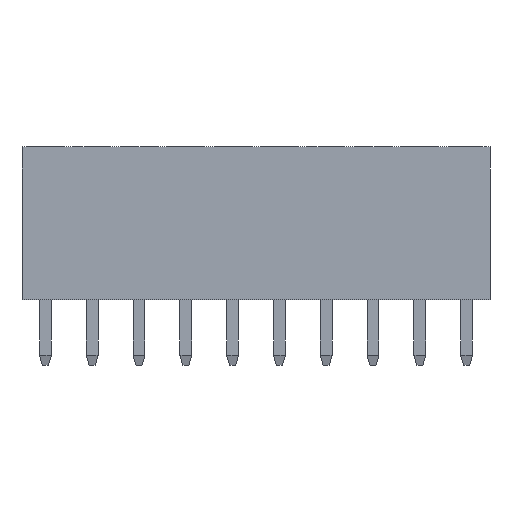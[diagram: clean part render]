
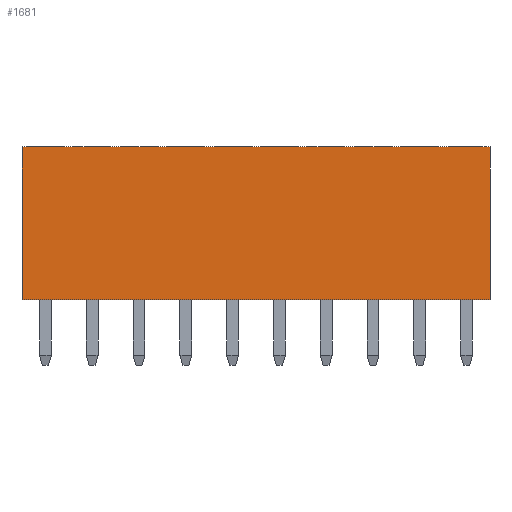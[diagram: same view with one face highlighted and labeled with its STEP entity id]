
A CAD part, front view. The second image highlights one B-rep face of the part: STEP entity #1681.
In plain terms, the highlighted planar face has unit normal (0, -1, 0).
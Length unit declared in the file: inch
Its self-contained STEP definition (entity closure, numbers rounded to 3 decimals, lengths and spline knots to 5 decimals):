
#46 = PLANE('',#47);
#47 = AXIS2_PLACEMENT_3D('',#48,#49,#50);
#48 = CARTESIAN_POINT('',(-0.5,0.05,0.32677));
#49 = DIRECTION('',(0.,0.,1.));
#50 = DIRECTION('',(1.,0.,-0.));
#185 = VERTEX_POINT('',#186);
#186 = CARTESIAN_POINT('',(-0.5,-0.05,0.32677));
#200 = PLANE('',#201);
#201 = AXIS2_PLACEMENT_3D('',#202,#203,#204);
#202 = CARTESIAN_POINT('',(-0.5,-0.05,0.));
#203 = DIRECTION('',(-1.,0.,0.));
#204 = DIRECTION('',(0.,1.,0.));
#212 = EDGE_CURVE('',#213,#185,#215,.T.);
#213 = VERTEX_POINT('',#214);
#214 = CARTESIAN_POINT('',(0.5,-0.05,0.32677));
#215 = SURFACE_CURVE('',#216,(#220,#227),.PCURVE_S1.);
#216 = LINE('',#217,#218);
#217 = CARTESIAN_POINT('',(0.5,-0.05,0.32677));
#218 = VECTOR('',#219,0.03937);
#219 = DIRECTION('',(-1.,0.,0.));
#220 = PCURVE('',#46,#221);
#221 = DEFINITIONAL_REPRESENTATION('',(#222),#226);
#222 = LINE('',#223,#224);
#223 = CARTESIAN_POINT('',(1.,-0.1));
#224 = VECTOR('',#225,1.);
#225 = DIRECTION('',(-1.,0.));
#226 = ( GEOMETRIC_REPRESENTATION_CONTEXT(2) 
PARAMETRIC_REPRESENTATION_CONTEXT() REPRESENTATION_CONTEXT('2D SPACE',''
  ) );
#227 = PCURVE('',#228,#233);
#228 = PLANE('',#229);
#229 = AXIS2_PLACEMENT_3D('',#230,#231,#232);
#230 = CARTESIAN_POINT('',(0.5,-0.05,0.));
#231 = DIRECTION('',(0.,-1.,0.));
#232 = DIRECTION('',(-1.,0.,0.));
#233 = DEFINITIONAL_REPRESENTATION('',(#234),#238);
#234 = LINE('',#235,#236);
#235 = CARTESIAN_POINT('',(0.,-0.327));
#236 = VECTOR('',#237,1.);
#237 = DIRECTION('',(1.,0.));
#238 = ( GEOMETRIC_REPRESENTATION_CONTEXT(2) 
PARAMETRIC_REPRESENTATION_CONTEXT() REPRESENTATION_CONTEXT('2D SPACE',''
  ) );
#254 = PLANE('',#255);
#255 = AXIS2_PLACEMENT_3D('',#256,#257,#258);
#256 = CARTESIAN_POINT('',(0.5,0.05,0.));
#257 = DIRECTION('',(1.,0.,0.));
#258 = DIRECTION('',(0.,-1.,0.));
#1572 = PLANE('',#1573);
#1573 = AXIS2_PLACEMENT_3D('',#1574,#1575,#1576);
#1574 = CARTESIAN_POINT('',(-0.5,0.05,0.));
#1575 = DIRECTION('',(0.,0.,1.));
#1576 = DIRECTION('',(1.,0.,-0.));
#1587 = EDGE_CURVE('',#1588,#185,#1590,.T.);
#1588 = VERTEX_POINT('',#1589);
#1589 = CARTESIAN_POINT('',(-0.5,-0.05,0.));
#1590 = SURFACE_CURVE('',#1591,(#1595,#1602),.PCURVE_S1.);
#1591 = LINE('',#1592,#1593);
#1592 = CARTESIAN_POINT('',(-0.5,-0.05,0.));
#1593 = VECTOR('',#1594,0.03937);
#1594 = DIRECTION('',(0.,0.,1.));
#1595 = PCURVE('',#200,#1596);
#1596 = DEFINITIONAL_REPRESENTATION('',(#1597),#1601);
#1597 = LINE('',#1598,#1599);
#1598 = CARTESIAN_POINT('',(0.,0.));
#1599 = VECTOR('',#1600,1.);
#1600 = DIRECTION('',(0.,-1.));
#1601 = ( GEOMETRIC_REPRESENTATION_CONTEXT(2) 
PARAMETRIC_REPRESENTATION_CONTEXT() REPRESENTATION_CONTEXT('2D SPACE',''
  ) );
#1602 = PCURVE('',#228,#1603);
#1603 = DEFINITIONAL_REPRESENTATION('',(#1604),#1608);
#1604 = LINE('',#1605,#1606);
#1605 = CARTESIAN_POINT('',(1.,0.));
#1606 = VECTOR('',#1607,1.);
#1607 = DIRECTION('',(0.,-1.));
#1608 = ( GEOMETRIC_REPRESENTATION_CONTEXT(2) 
PARAMETRIC_REPRESENTATION_CONTEXT() REPRESENTATION_CONTEXT('2D SPACE',''
  ) );
#1638 = EDGE_CURVE('',#1639,#213,#1641,.T.);
#1639 = VERTEX_POINT('',#1640);
#1640 = CARTESIAN_POINT('',(0.5,-0.05,0.));
#1641 = SURFACE_CURVE('',#1642,(#1646,#1653),.PCURVE_S1.);
#1642 = LINE('',#1643,#1644);
#1643 = CARTESIAN_POINT('',(0.5,-0.05,0.));
#1644 = VECTOR('',#1645,0.03937);
#1645 = DIRECTION('',(0.,0.,1.));
#1646 = PCURVE('',#254,#1647);
#1647 = DEFINITIONAL_REPRESENTATION('',(#1648),#1652);
#1648 = LINE('',#1649,#1650);
#1649 = CARTESIAN_POINT('',(0.1,0.));
#1650 = VECTOR('',#1651,1.);
#1651 = DIRECTION('',(0.,-1.));
#1652 = ( GEOMETRIC_REPRESENTATION_CONTEXT(2) 
PARAMETRIC_REPRESENTATION_CONTEXT() REPRESENTATION_CONTEXT('2D SPACE',''
  ) );
#1653 = PCURVE('',#228,#1654);
#1654 = DEFINITIONAL_REPRESENTATION('',(#1655),#1659);
#1655 = LINE('',#1656,#1657);
#1656 = CARTESIAN_POINT('',(0.,-0.));
#1657 = VECTOR('',#1658,1.);
#1658 = DIRECTION('',(0.,-1.));
#1659 = ( GEOMETRIC_REPRESENTATION_CONTEXT(2) 
PARAMETRIC_REPRESENTATION_CONTEXT() REPRESENTATION_CONTEXT('2D SPACE',''
  ) );
#1681 = ADVANCED_FACE('',(#1682),#228,.T.);
#1682 = FACE_BOUND('',#1683,.T.);
#1683 = EDGE_LOOP('',(#1684,#1685,#1686,#1687));
#1684 = ORIENTED_EDGE('',*,*,#1638,.T.);
#1685 = ORIENTED_EDGE('',*,*,#212,.T.);
#1686 = ORIENTED_EDGE('',*,*,#1587,.F.);
#1687 = ORIENTED_EDGE('',*,*,#1688,.F.);
#1688 = EDGE_CURVE('',#1639,#1588,#1689,.T.);
#1689 = SURFACE_CURVE('',#1690,(#1694,#1701),.PCURVE_S1.);
#1690 = LINE('',#1691,#1692);
#1691 = CARTESIAN_POINT('',(0.5,-0.05,0.));
#1692 = VECTOR('',#1693,0.03937);
#1693 = DIRECTION('',(-1.,0.,0.));
#1694 = PCURVE('',#228,#1695);
#1695 = DEFINITIONAL_REPRESENTATION('',(#1696),#1700);
#1696 = LINE('',#1697,#1698);
#1697 = CARTESIAN_POINT('',(0.,-0.));
#1698 = VECTOR('',#1699,1.);
#1699 = DIRECTION('',(1.,0.));
#1700 = ( GEOMETRIC_REPRESENTATION_CONTEXT(2) 
PARAMETRIC_REPRESENTATION_CONTEXT() REPRESENTATION_CONTEXT('2D SPACE',''
  ) );
#1701 = PCURVE('',#1572,#1702);
#1702 = DEFINITIONAL_REPRESENTATION('',(#1703),#1707);
#1703 = LINE('',#1704,#1705);
#1704 = CARTESIAN_POINT('',(1.,-0.1));
#1705 = VECTOR('',#1706,1.);
#1706 = DIRECTION('',(-1.,0.));
#1707 = ( GEOMETRIC_REPRESENTATION_CONTEXT(2) 
PARAMETRIC_REPRESENTATION_CONTEXT() REPRESENTATION_CONTEXT('2D SPACE',''
  ) );
